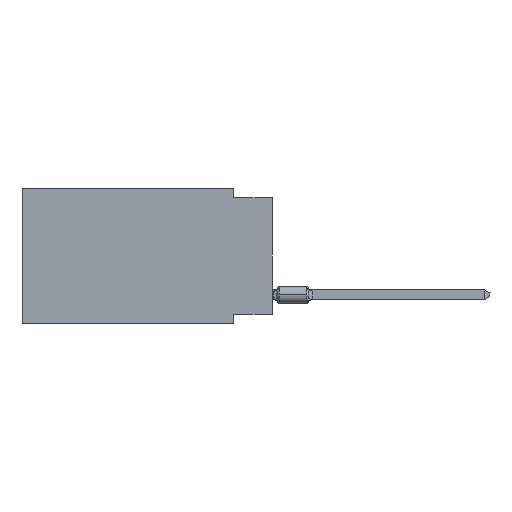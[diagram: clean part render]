
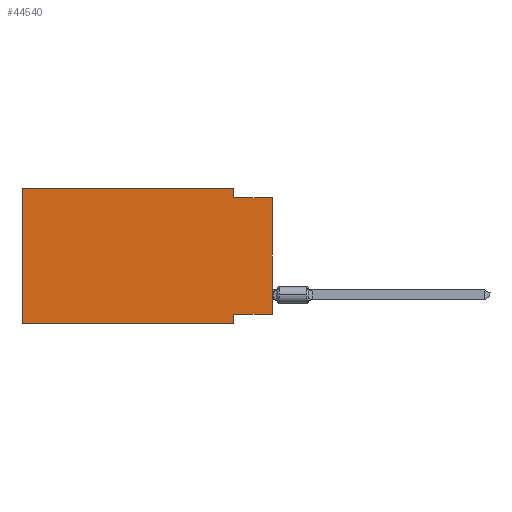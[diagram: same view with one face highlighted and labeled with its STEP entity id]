
A CAD part, left-side view. The second image highlights one B-rep face of the part: STEP entity #44540.
In plain terms, the highlighted planar face has unit normal (-1, 0, 0).
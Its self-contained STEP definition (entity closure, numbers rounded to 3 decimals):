
#972 = EDGE_CURVE ( 'NONE', #53021, #65809, #33430, .T. ) ;
#2841 = CARTESIAN_POINT ( 'NONE',  ( 0., 0., -8.255 ) ) ;
#5602 = CARTESIAN_POINT ( 'NONE',  ( 0., 16.383, 0. ) ) ;
#8890 = DIRECTION ( 'NONE',  ( 0., 0., -1. ) ) ;
#11134 = EDGE_LOOP ( 'NONE', ( #35549, #50708, #64409, #104911, #65858, #104516, #57160, #81540 ) ) ;
#14112 = VECTOR ( 'NONE', #83607, 1000. ) ;
#14654 = VECTOR ( 'NONE', #33093, 1000. ) ;
#17153 = CARTESIAN_POINT ( 'NONE',  ( 0., 2.54, 0. ) ) ;
#17502 = CARTESIAN_POINT ( 'NONE',  ( 0., 16.383, -8.89 ) ) ;
#19154 = CARTESIAN_POINT ( 'NONE',  ( 0., 16.383, 0. ) ) ;
#21017 = DIRECTION ( 'NONE',  ( 1., 0., 0. ) ) ;
#22015 = LINE ( 'NONE', #31911, #74499 ) ;
#22561 = LINE ( 'NONE', #89661, #53139 ) ;
#22893 = VECTOR ( 'NONE', #99883, 1000. ) ;
#24262 = CARTESIAN_POINT ( 'NONE',  ( 0., 0., 0. ) ) ;
#26785 = CARTESIAN_POINT ( 'NONE',  ( 0., 2.54, -8.89 ) ) ;
#28450 = VECTOR ( 'NONE', #8890, 1000. ) ;
#29022 = LINE ( 'NONE', #19154, #81808 ) ;
#31911 = CARTESIAN_POINT ( 'NONE',  ( 0., 16.383, 0. ) ) ;
#33093 = DIRECTION ( 'NONE',  ( 0., 0., 1. ) ) ;
#33430 = LINE ( 'NONE', #26785, #74534 ) ;
#35549 = ORIENTED_EDGE ( 'NONE', *, *, #78526, .T. ) ;
#36098 = VERTEX_POINT ( 'NONE', #17502 ) ;
#37912 = EDGE_CURVE ( 'NONE', #36098, #65809, #101157, .T. ) ;
#38578 = CARTESIAN_POINT ( 'NONE',  ( 0., 2.54, -8.89 ) ) ;
#39638 = DIRECTION ( 'NONE',  ( 0., -1., 0. ) ) ;
#43365 = DIRECTION ( 'NONE',  ( 0., -1., 0. ) ) ;
#44540 = ADVANCED_FACE ( 'NONE', ( #45269 ), #88105, .F. ) ;
#44628 = VERTEX_POINT ( 'NONE', #87570 ) ;
#45269 = FACE_OUTER_BOUND ( 'NONE', #11134, .T. ) ;
#47334 = CARTESIAN_POINT ( 'NONE',  ( 0., 0., -0.635 ) ) ;
#49615 = LINE ( 'NONE', #24262, #14654 ) ;
#50708 = ORIENTED_EDGE ( 'NONE', *, *, #54283, .F. ) ;
#53021 = VERTEX_POINT ( 'NONE', #103386 ) ;
#53139 = VECTOR ( 'NONE', #39638, 1000. ) ;
#53659 = EDGE_CURVE ( 'NONE', #94834, #53021, #67473, .T. ) ;
#54283 = EDGE_CURVE ( 'NONE', #84753, #93819, #22561, .T. ) ;
#55604 = DIRECTION ( 'NONE',  ( 0., 0., 1. ) ) ;
#57160 = ORIENTED_EDGE ( 'NONE', *, *, #972, .F. ) ;
#57631 = CARTESIAN_POINT ( 'NONE',  ( 0., 0., -8.255 ) ) ;
#58773 = EDGE_CURVE ( 'NONE', #73833, #84753, #66146, .T. ) ;
#59810 = DIRECTION ( 'NONE',  ( 0., 0., -1. ) ) ;
#61299 = EDGE_CURVE ( 'NONE', #36098, #44628, #22015, .T. ) ;
#64409 = ORIENTED_EDGE ( 'NONE', *, *, #58773, .F. ) ;
#65809 = VERTEX_POINT ( 'NONE', #38578 ) ;
#65858 = ORIENTED_EDGE ( 'NONE', *, *, #61299, .F. ) ;
#66101 = AXIS2_PLACEMENT_3D ( 'NONE', #5602, #21017, #97955 ) ;
#66146 = LINE ( 'NONE', #17153, #28450 ) ;
#67473 = LINE ( 'NONE', #57631, #22893 ) ;
#73833 = VERTEX_POINT ( 'NONE', #94582 ) ;
#74499 = VECTOR ( 'NONE', #55604, 1000. ) ;
#74534 = VECTOR ( 'NONE', #59810, 1000. ) ;
#78526 = EDGE_CURVE ( 'NONE', #94834, #93819, #49615, .T. ) ;
#81540 = ORIENTED_EDGE ( 'NONE', *, *, #53659, .F. ) ;
#81730 = CARTESIAN_POINT ( 'NONE',  ( 0., 2.54, -0.635 ) ) ;
#81808 = VECTOR ( 'NONE', #43365, 1000. ) ;
#83607 = DIRECTION ( 'NONE',  ( 0., -1., 0. ) ) ;
#84753 = VERTEX_POINT ( 'NONE', #81730 ) ;
#87570 = CARTESIAN_POINT ( 'NONE',  ( 0., 16.383, 0. ) ) ;
#88105 = PLANE ( 'NONE',  #66101 ) ;
#89661 = CARTESIAN_POINT ( 'NONE',  ( 0., 0., -0.635 ) ) ;
#91289 = EDGE_CURVE ( 'NONE', #44628, #73833, #29022, .T. ) ;
#93819 = VERTEX_POINT ( 'NONE', #47334 ) ;
#94582 = CARTESIAN_POINT ( 'NONE',  ( 0., 2.54, 0. ) ) ;
#94834 = VERTEX_POINT ( 'NONE', #2841 ) ;
#97955 = DIRECTION ( 'NONE',  ( 0., 0., -1. ) ) ;
#99883 = DIRECTION ( 'NONE',  ( 0., 1., 0. ) ) ;
#101157 = LINE ( 'NONE', #102232, #14112 ) ;
#102232 = CARTESIAN_POINT ( 'NONE',  ( 0., 16.383, -8.89 ) ) ;
#103386 = CARTESIAN_POINT ( 'NONE',  ( 0., 2.54, -8.255 ) ) ;
#104516 = ORIENTED_EDGE ( 'NONE', *, *, #37912, .T. ) ;
#104911 = ORIENTED_EDGE ( 'NONE', *, *, #91289, .F. ) ;
